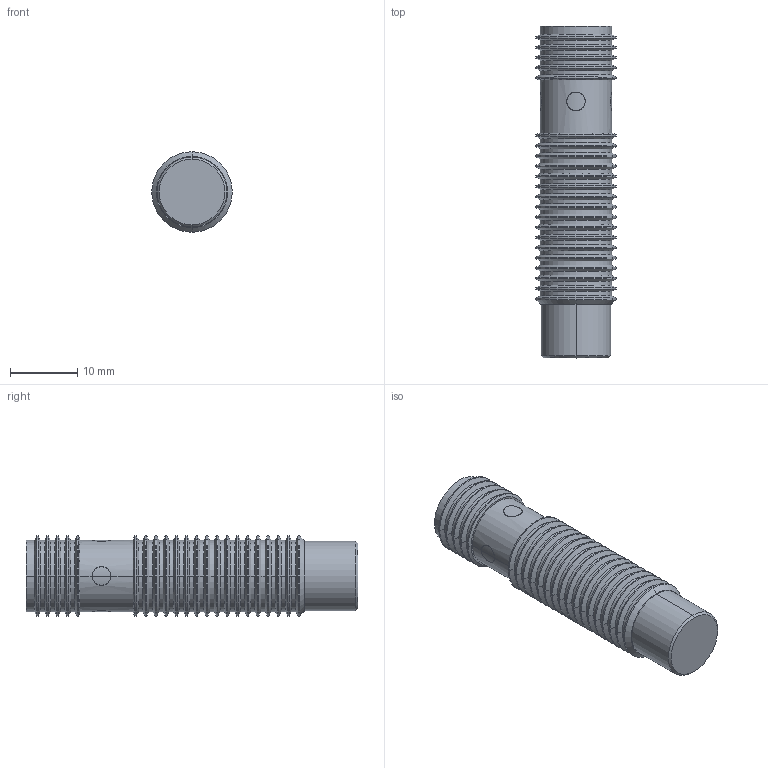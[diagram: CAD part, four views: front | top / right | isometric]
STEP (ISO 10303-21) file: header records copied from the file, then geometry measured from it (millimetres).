
FILE_DESCRIPTION(('STEP AP214'),'1');
FILE_NAME('cctmp_18FA8D19-91BA-4717-8209-FDF66390BF4E_2021_9_23_11_9_24_816..stp','2021-09-23T09:09:25',('Pepperl+Fuchs GmbH'),('CADClick - www.CADClick.com'),'Spatial InterOp 3D',' ','unknown authorization');
FILE_SCHEMA(('AUTOMOTIVE_DESIGN { 1 0 10303 214 1 1 1 1 }'));
Length unit declared in the file: millimetre
Products named in the file (1): NBN8-12GM35-E3-V1
Bounding box: 12 x 49.5 x 12 mm (x, y, z)
Volume: 3492.4 mm3; surface area: 4245.6 mm2
Topology: 1 solids, 3 shells, 258 faces, 569 edges, 313 vertices
Faces by surface type: cylinder 129, cone 96, plane 27, sphere 6
Entity records: 9668 total; most frequent: CARTESIAN_POINT 1917, DIRECTION 1286, ORIENTED_EDGE 1114, EDGE_CURVE 557, AXIS2_PLACEMENT_3D 522, VERTEX_POINT 313, EDGE_LOOP 274, CIRCLE 263
